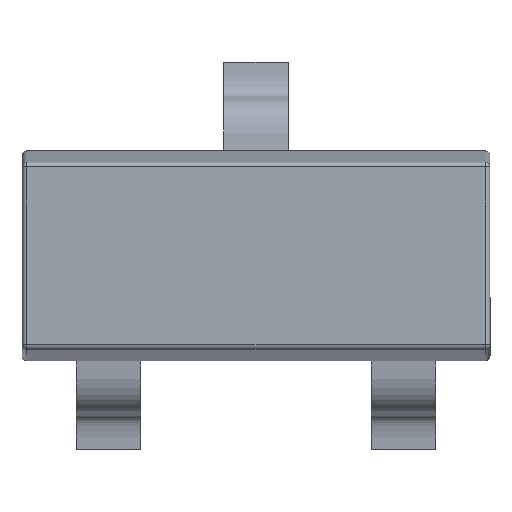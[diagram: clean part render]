
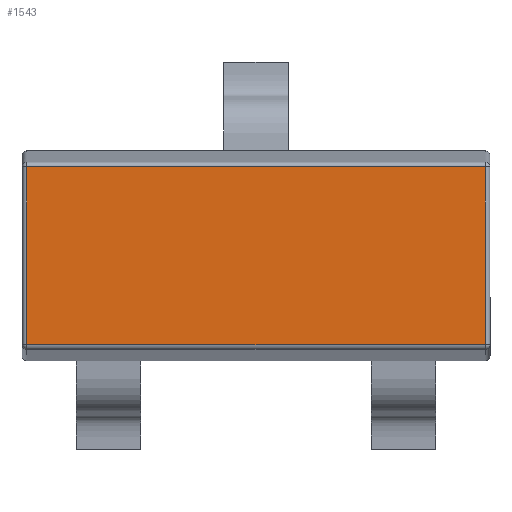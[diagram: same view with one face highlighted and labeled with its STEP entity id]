
A CAD part, top view. The second image highlights one B-rep face of the part: STEP entity #1543.
In plain terms, the highlighted planar face has unit normal (0, 0, 1).
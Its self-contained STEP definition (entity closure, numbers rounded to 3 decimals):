
#171 = FACE_OUTER_BOUND ( 'NONE', #854, .T. ) ;
#244 = LINE ( 'NONE', #410, #251 ) ;
#251 = VECTOR ( 'NONE', #417, 1000. ) ;
#258 = LINE ( 'NONE', #426, #261 ) ;
#260 = LINE ( 'NONE', #428, #263 ) ;
#261 = VECTOR ( 'NONE', #427, 1000. ) ;
#263 = VECTOR ( 'NONE', #429, 1000. ) ;
#292 = LINE ( 'NONE', #468, #295 ) ;
#295 = VECTOR ( 'NONE', #470, 1000. ) ;
#410 = CARTESIAN_POINT ( 'NONE',  ( -1.42, -0.577, 1. ) ) ;
#417 = DIRECTION ( 'NONE',  ( 0., -1., 0. ) ) ;
#426 = CARTESIAN_POINT ( 'NONE',  ( 0., 0.551, 1. ) ) ;
#427 = DIRECTION ( 'NONE',  ( -1., 0., 0. ) ) ;
#428 = CARTESIAN_POINT ( 'NONE',  ( 0., -0.551, 1. ) ) ;
#429 = DIRECTION ( 'NONE',  ( 1., 0., 0. ) ) ;
#468 = CARTESIAN_POINT ( 'NONE',  ( 1.42, 0.577, 1. ) ) ;
#470 = DIRECTION ( 'NONE',  ( 0., 1., 0. ) ) ;
#473 = CARTESIAN_POINT ( 'NONE',  ( -1.42, 0.551, 1. ) ) ;
#489 = CARTESIAN_POINT ( 'NONE',  ( 1.42, -0.551, 1. ) ) ;
#854 = EDGE_LOOP ( 'NONE', ( #2350, #2339, #2340, #2332 ) ) ;
#857 = VERTEX_POINT ( 'NONE', #1324 ) ;
#882 = VERTEX_POINT ( 'NONE', #1328 ) ;
#1324 = CARTESIAN_POINT ( 'NONE',  ( -1.42, -0.551, 1. ) ) ;
#1328 = CARTESIAN_POINT ( 'NONE',  ( 1.42, 0.551, 1. ) ) ;
#1430 = AXIS2_PLACEMENT_3D ( 'NONE', #1755, #1764, #2109 ) ;
#1543 = ADVANCED_FACE ( 'NONE', ( #171 ), #1745, .T. ) ;
#1691 = EDGE_CURVE ( 'NONE', #2121, #857, #244, .T. ) ;
#1696 = EDGE_CURVE ( 'NONE', #882, #2121, #258, .T. ) ;
#1697 = EDGE_CURVE ( 'NONE', #857, #2161, #260, .T. ) ;
#1715 = EDGE_CURVE ( 'NONE', #2161, #882, #292, .T. ) ;
#1745 = PLANE ( 'NONE',  #1430 ) ;
#1755 = CARTESIAN_POINT ( 'NONE',  ( 0., 0., 1. ) ) ;
#1764 = DIRECTION ( 'NONE',  ( 0., 0., 1. ) ) ;
#2109 = DIRECTION ( 'NONE',  ( 1., 0., 0. ) ) ;
#2121 = VERTEX_POINT ( 'NONE', #473 ) ;
#2161 = VERTEX_POINT ( 'NONE', #489 ) ;
#2332 = ORIENTED_EDGE ( 'NONE', *, *, #1715, .T. ) ;
#2339 = ORIENTED_EDGE ( 'NONE', *, *, #1691, .T. ) ;
#2340 = ORIENTED_EDGE ( 'NONE', *, *, #1697, .T. ) ;
#2350 = ORIENTED_EDGE ( 'NONE', *, *, #1696, .T. ) ;
